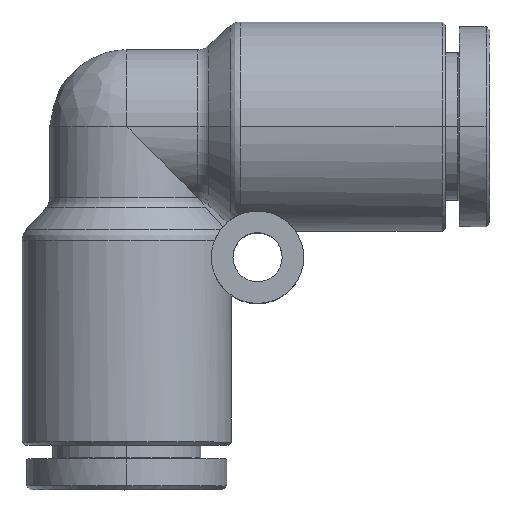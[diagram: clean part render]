
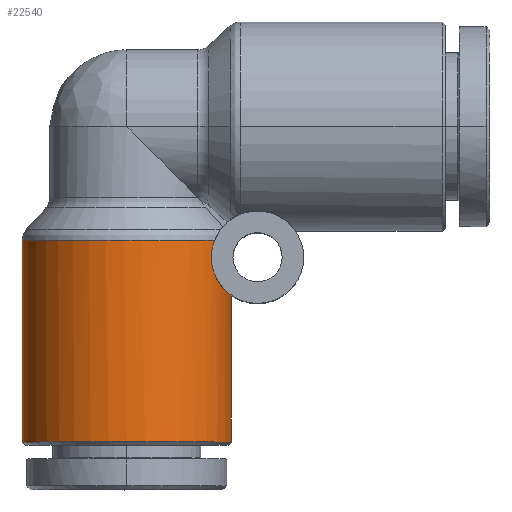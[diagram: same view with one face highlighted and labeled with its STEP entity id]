
A CAD part, top view. The second image highlights one B-rep face of the part: STEP entity #22540.
In plain terms, the highlighted cylindrical face has radius 6.8 mm (diameter 13.6 mm), a partial arc.
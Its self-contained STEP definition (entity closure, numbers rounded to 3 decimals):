
#94 = CARTESIAN_POINT ( 'NONE',  ( 1.028, 3.999, -5.5 ) ) ;
#241 = CARTESIAN_POINT ( 'NONE',  ( 1.142, 3.999, -5.5 ) ) ;
#298 = CARTESIAN_POINT ( 'NONE',  ( 13.028, 0., 6.8 ) ) ;
#621 = DIRECTION ( 'NONE',  ( 1., 0., 0. ) ) ;
#633 = DIRECTION ( 'NONE',  ( -1., 0., 0. ) ) ;
#1037 = ORIENTED_EDGE ( 'NONE', *, *, #3558, .T. ) ;
#1491 = CARTESIAN_POINT ( 'NONE',  ( 3.47, 0.907, -6.754 ) ) ;
#1578 = LINE ( 'NONE', #17491, #5301 ) ;
#2246 = VERTEX_POINT ( 'NONE', #17253 ) ;
#3078 = AXIS2_PLACEMENT_3D ( 'NONE', #3343, #18384, #22450 ) ;
#3095 = CIRCLE ( 'NONE', #3492, 6.8 ) ;
#3343 = CARTESIAN_POINT ( 'NONE',  ( 5.528, 0., 0. ) ) ;
#3492 = AXIS2_PLACEMENT_3D ( 'NONE', #17136, #10740, #25802 ) ;
#3558 = EDGE_CURVE ( 'NONE', #13070, #4803, #4207, .T. ) ;
#3588 = LINE ( 'NONE', #27459, #19739 ) ;
#4138 = VERTEX_POINT ( 'NONE', #7958 ) ;
#4207 = CIRCLE ( 'NONE', #20384, 6.8 ) ;
#4294 = ORIENTED_EDGE ( 'NONE', *, *, #8608, .T. ) ;
#4586 = CARTESIAN_POINT ( 'NONE',  ( 1.257, 3.99, -5.507 ) ) ;
#4768 = EDGE_CURVE ( 'NONE', #2246, #16080, #3095, .T. ) ;
#4803 = VERTEX_POINT ( 'NONE', #20877 ) ;
#5020 = EDGE_LOOP ( 'NONE', ( #1037, #4294, #21181, #21120, #26942, #7183, #16581 ) ) ;
#5301 = VECTOR ( 'NONE', #621, 1000. ) ;
#5733 = CARTESIAN_POINT ( 'NONE',  ( 3.5, 0., -6.8 ) ) ;
#5839 = CARTESIAN_POINT ( 'NONE',  ( 3.322, 1.788, -6.564 ) ) ;
#6050 = EDGE_CURVE ( 'NONE', #4138, #11455, #6635, .T. ) ;
#6099 = CARTESIAN_POINT ( 'NONE',  ( 1.028, 3.999, -5.5 ) ) ;
#6409 = CARTESIAN_POINT ( 'NONE',  ( -0.089, 0., 0. ) ) ;
#6515 = CARTESIAN_POINT ( 'NONE',  ( 0.073, 3.785, -5.65 ) ) ;
#6635 = B_SPLINE_CURVE_WITH_KNOTS ( 'NONE', 3,
 ( #5733, #10072, #1491, #16550, #5839, #21833, #8267, #26083, #19000, #17482, #27769, #8357, #19180, #19086, #13171, #4586, #241, #6099 ),
 .UNSPECIFIED., .F., .F.,
 ( 4, 2, 2, 2, 2, 2, 2, 2, 4 ),
 ( 0., 0.001, 0.002, 0.003, 0.003, 0.004, 0.005, 0.005, 0.005 ),
 .UNSPECIFIED. ) ;
#7183 = ORIENTED_EDGE ( 'NONE', *, *, #6050, .T. ) ;
#7830 = CARTESIAN_POINT ( 'NONE',  ( 1.028, 3.999, -5.5 ) ) ;
#7958 = CARTESIAN_POINT ( 'NONE',  ( 3.5, 0., -6.8 ) ) ;
#8267 = CARTESIAN_POINT ( 'NONE',  ( 3.136, 2.409, -6.362 ) ) ;
#8357 = CARTESIAN_POINT ( 'NONE',  ( 2.104, 3.721, -5.693 ) ) ;
#8594 = DIRECTION ( 'NONE',  ( 0., 0., -1. ) ) ;
#8608 = EDGE_CURVE ( 'NONE', #4803, #26576, #3588, .T. ) ;
#9140 = CARTESIAN_POINT ( 'NONE',  ( 13.028, 0., 0. ) ) ;
#9784 = EDGE_CURVE ( 'NONE', #11455, #13070, #17272, .T. ) ;
#10072 = CARTESIAN_POINT ( 'NONE',  ( 3.5, 0.457, -6.8 ) ) ;
#10740 = DIRECTION ( 'NONE',  ( -1., 0., 0. ) ) ;
#11304 = DIRECTION ( 'NONE',  ( 0., 0., -1. ) ) ;
#11455 = VERTEX_POINT ( 'NONE', #7830 ) ;
#12726 = CIRCLE ( 'NONE', #25617, 6.8 ) ;
#12820 = CARTESIAN_POINT ( 'NONE',  ( 0.829, 3.999, -5.5 ) ) ;
#13070 = VERTEX_POINT ( 'NONE', #16637 ) ;
#13171 = CARTESIAN_POINT ( 'NONE',  ( 1.482, 3.954, -5.532 ) ) ;
#14708 = CYLINDRICAL_SURFACE ( 'NONE', #3078, 6.8 ) ;
#14990 = CARTESIAN_POINT ( 'NONE',  ( 0.628, 3.971, -5.521 ) ) ;
#15165 = CARTESIAN_POINT ( 'NONE',  ( 0.251, 3.864, -5.596 ) ) ;
#16080 = VERTEX_POINT ( 'NONE', #22155 ) ;
#16550 = CARTESIAN_POINT ( 'NONE',  ( 3.366, 1.57, -6.62 ) ) ;
#16581 = ORIENTED_EDGE ( 'NONE', *, *, #9784, .T. ) ;
#16637 = CARTESIAN_POINT ( 'NONE',  ( -0.089, 3.684, -5.715 ) ) ;
#16682 = DIRECTION ( 'NONE',  ( 1., 0., 0. ) ) ;
#17136 = CARTESIAN_POINT ( 'NONE',  ( 13.028, 0., 0. ) ) ;
#17253 = CARTESIAN_POINT ( 'NONE',  ( 13.028, 6.8, 0. ) ) ;
#17272 = B_SPLINE_CURVE_WITH_KNOTS ( 'NONE', 3,
 ( #94, #12820, #14990, #15165, #6515, #26010 ),
 .UNSPECIFIED., .F., .F.,
 ( 4, 2, 4 ),
 ( 0.005, 0.006, 0.007 ),
 .UNSPECIFIED. ) ;
#17482 = CARTESIAN_POINT ( 'NONE',  ( 2.599, 3.316, -5.94 ) ) ;
#17491 = CARTESIAN_POINT ( 'NONE',  ( 5.528, 0., -6.8 ) ) ;
#17686 = EDGE_CURVE ( 'NONE', #4138, #16080, #1578, .T. ) ;
#18384 = DIRECTION ( 'NONE',  ( 1., 0., 0. ) ) ;
#19000 = CARTESIAN_POINT ( 'NONE',  ( 2.853, 2.982, -6.114 ) ) ;
#19086 = CARTESIAN_POINT ( 'NONE',  ( 1.59, 3.928, -5.551 ) ) ;
#19180 = CARTESIAN_POINT ( 'NONE',  ( 1.906, 3.824, -5.623 ) ) ;
#19739 = VECTOR ( 'NONE', #16682, 1000. ) ;
#20384 = AXIS2_PLACEMENT_3D ( 'NONE', #6409, #21472, #8594 ) ;
#20877 = CARTESIAN_POINT ( 'NONE',  ( -0.089, 0., 6.8 ) ) ;
#21120 = ORIENTED_EDGE ( 'NONE', *, *, #4768, .T. ) ;
#21181 = ORIENTED_EDGE ( 'NONE', *, *, #21906, .T. ) ;
#21472 = DIRECTION ( 'NONE',  ( 1., 0., 0. ) ) ;
#21833 = CARTESIAN_POINT ( 'NONE',  ( 3.206, 2.207, -6.436 ) ) ;
#21906 = EDGE_CURVE ( 'NONE', #26576, #2246, #12726, .T. ) ;
#22155 = CARTESIAN_POINT ( 'NONE',  ( 13.028, 0., -6.8 ) ) ;
#22450 = DIRECTION ( 'NONE',  ( 0., 0., -1. ) ) ;
#22540 = ADVANCED_FACE ( 'NONE', ( #25828 ), #14708, .T. ) ;
#25617 = AXIS2_PLACEMENT_3D ( 'NONE', #9140, #633, #11304 ) ;
#25802 = DIRECTION ( 'NONE',  ( 0., 0., -1. ) ) ;
#25828 = FACE_OUTER_BOUND ( 'NONE', #5020, .T. ) ;
#26010 = CARTESIAN_POINT ( 'NONE',  ( -0.089, 3.684, -5.715 ) ) ;
#26083 = CARTESIAN_POINT ( 'NONE',  ( 2.959, 2.798, -6.201 ) ) ;
#26576 = VERTEX_POINT ( 'NONE', #298 ) ;
#26942 = ORIENTED_EDGE ( 'NONE', *, *, #17686, .F. ) ;
#27459 = CARTESIAN_POINT ( 'NONE',  ( 5.528, 0., 6.8 ) ) ;
#27769 = CARTESIAN_POINT ( 'NONE',  ( 2.448, 3.469, -5.851 ) ) ;
